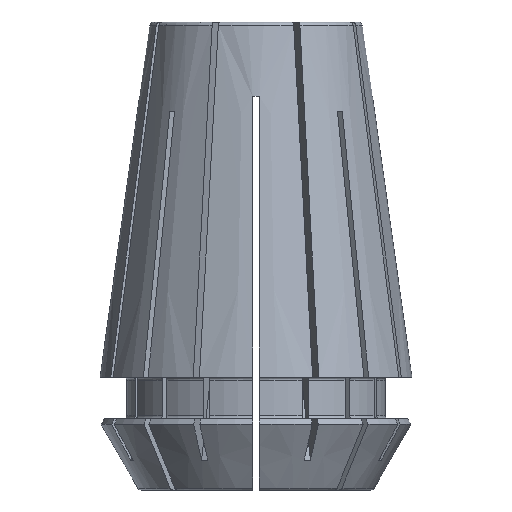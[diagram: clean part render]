
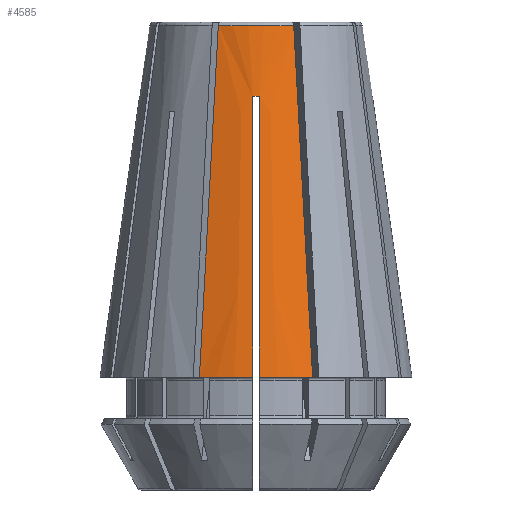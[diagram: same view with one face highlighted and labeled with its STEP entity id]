
A CAD part, left-side view. The second image highlights one B-rep face of the part: STEP entity #4585.
In plain terms, the highlighted conical face has half-angle 8 degrees and reference radius 10.5 mm.
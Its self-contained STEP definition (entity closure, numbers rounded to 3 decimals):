
#125=CONICAL_SURFACE('',#4952,10.5,0.14);
#300=B_SPLINE_CURVE_WITH_KNOTS('',3,(#7537,#7538,#7539,#7540,#7541,#7542,
#7543,#7544,#7545,#7546),.UNSPECIFIED.,.F.,.F.,(4,3,3,4),(0.012,
0.014,0.029,0.031),.UNSPECIFIED.);
#301=B_SPLINE_CURVE_WITH_KNOTS('',3,(#7550,#7551,#7552,#7553,#7554,#7555,
#7556,#7557,#7558,#7559),.UNSPECIFIED.,.F.,.F.,(4,3,3,4),(0.012,
0.014,0.029,0.031),.UNSPECIFIED.);
#302=B_SPLINE_CURVE_WITH_KNOTS('',3,(#7563,#7564,#7565,#7566,#7567,#7568,
#7569),.UNSPECIFIED.,.F.,.F.,(4,3,4),(0.,0.013,
0.024),.UNSPECIFIED.);
#303=B_SPLINE_CURVE_WITH_KNOTS('',3,(#7573,#7574,#7575,#7576,#7577,#7578,
#7579),.UNSPECIFIED.,.F.,.F.,(4,3,4),(0.,0.013,
0.024),.UNSPECIFIED.);
#1304=ORIENTED_EDGE('',*,*,#2757,.T.);
#1305=ORIENTED_EDGE('',*,*,#2763,.F.);
#1306=ORIENTED_EDGE('',*,*,#2764,.F.);
#1307=ORIENTED_EDGE('',*,*,#2765,.T.);
#1308=ORIENTED_EDGE('',*,*,#2766,.T.);
#1309=ORIENTED_EDGE('',*,*,#2767,.F.);
#1310=ORIENTED_EDGE('',*,*,#2768,.F.);
#1311=ORIENTED_EDGE('',*,*,#2769,.T.);
#2757=EDGE_CURVE('',#3469,#3468,#3814,.T.);
#2763=EDGE_CURVE('',#3474,#3468,#300,.T.);
#2764=EDGE_CURVE('',#3475,#3474,#3817,.T.);
#2765=EDGE_CURVE('',#3475,#3476,#301,.T.);
#2766=EDGE_CURVE('',#3476,#3477,#3818,.T.);
#2767=EDGE_CURVE('',#3478,#3477,#302,.T.);
#2768=EDGE_CURVE('',#3479,#3478,#3819,.T.);
#2769=EDGE_CURVE('',#3479,#3469,#303,.T.);
#3468=VERTEX_POINT('',#7523);
#3469=VERTEX_POINT('',#7525);
#3474=VERTEX_POINT('',#7547);
#3475=VERTEX_POINT('',#7549);
#3476=VERTEX_POINT('',#7560);
#3477=VERTEX_POINT('',#7562);
#3478=VERTEX_POINT('',#7570);
#3479=VERTEX_POINT('',#7572);
#3814=CIRCLE('',#4948,10.5);
#3817=CIRCLE('',#4953,7.844);
#3818=CIRCLE('',#4954,10.5);
#3819=CIRCLE('',#4955,7.177);
#4053=EDGE_LOOP('',(#1304,#1305,#1306,#1307,#1308,#1309,#1310,#1311));
#4299=FACE_BOUND('',#4053,.T.);
#4585=ADVANCED_FACE('',(#4299),#125,.T.);
#4948=AXIS2_PLACEMENT_3D('',#7524,#5747,#5748);
#4952=AXIS2_PLACEMENT_3D('',#7536,#5758,#5759);
#4953=AXIS2_PLACEMENT_3D('',#7548,#5760,#5761);
#4954=AXIS2_PLACEMENT_3D('',#7561,#5762,#5763);
#4955=AXIS2_PLACEMENT_3D('',#7571,#5764,#5765);
#5747=DIRECTION('',(0.,0.,1.));
#5748=DIRECTION('',(1.,0.,0.));
#5758=DIRECTION('',(0.,0.,-1.));
#5759=DIRECTION('',(-1.,0.,0.));
#5760=DIRECTION('',(0.,0.,-1.));
#5761=DIRECTION('',(-1.,0.,0.));
#5762=DIRECTION('',(0.,0.,1.));
#5763=DIRECTION('',(1.,0.,0.));
#5764=DIRECTION('',(0.,0.,1.));
#5765=DIRECTION('',(1.,0.,0.));
#7523=CARTESIAN_POINT('',(-10.498,0.225,7.6));
#7524=CARTESIAN_POINT('',(0.,0.,7.6));
#7525=CARTESIAN_POINT('',(-9.785,3.809,7.6));
#7536=CARTESIAN_POINT('',(0.,0.,7.6));
#7537=CARTESIAN_POINT('',(-7.841,0.225,26.5));
#7538=CARTESIAN_POINT('',(-7.954,0.225,25.693));
#7539=CARTESIAN_POINT('',(-8.068,0.225,24.885));
#7540=CARTESIAN_POINT('',(-8.181,0.225,24.078));
#7541=CARTESIAN_POINT('',(-8.848,0.225,19.335));
#7542=CARTESIAN_POINT('',(-9.515,0.225,14.592));
#7543=CARTESIAN_POINT('',(-10.181,0.225,9.849));
#7544=CARTESIAN_POINT('',(-10.287,0.225,9.099));
#7545=CARTESIAN_POINT('',(-10.392,0.225,8.35));
#7546=CARTESIAN_POINT('',(-10.498,0.225,7.6));
#7547=CARTESIAN_POINT('',(-7.841,0.225,26.5));
#7548=CARTESIAN_POINT('',(0.,0.,26.5));
#7549=CARTESIAN_POINT('',(-7.841,-0.225,26.5));
#7550=CARTESIAN_POINT('',(-7.841,-0.225,26.5));
#7551=CARTESIAN_POINT('',(-7.954,-0.225,25.693));
#7552=CARTESIAN_POINT('',(-8.068,-0.225,24.885));
#7553=CARTESIAN_POINT('',(-8.181,-0.225,24.078));
#7554=CARTESIAN_POINT('',(-8.848,-0.225,19.335));
#7555=CARTESIAN_POINT('',(-9.515,-0.225,14.592));
#7556=CARTESIAN_POINT('',(-10.181,-0.225,9.849));
#7557=CARTESIAN_POINT('',(-10.287,-0.225,9.099));
#7558=CARTESIAN_POINT('',(-10.392,-0.225,8.35));
#7559=CARTESIAN_POINT('',(-10.498,-0.225,7.6));
#7560=CARTESIAN_POINT('',(-10.498,-0.225,7.6));
#7561=CARTESIAN_POINT('',(0.,0.,7.6));
#7562=CARTESIAN_POINT('',(-9.785,-3.809,7.6));
#7563=CARTESIAN_POINT('',(-6.714,-2.537,31.242));
#7564=CARTESIAN_POINT('',(-7.254,-2.761,27.082));
#7565=CARTESIAN_POINT('',(-7.794,-2.985,22.923));
#7566=CARTESIAN_POINT('',(-8.335,-3.209,18.764));
#7567=CARTESIAN_POINT('',(-8.818,-3.409,15.042));
#7568=CARTESIAN_POINT('',(-9.301,-3.609,11.321));
#7569=CARTESIAN_POINT('',(-9.785,-3.809,7.6));
#7570=CARTESIAN_POINT('',(-6.714,-2.537,31.242));
#7571=CARTESIAN_POINT('',(0.,0.,31.242));
#7572=CARTESIAN_POINT('',(-6.714,2.537,31.242));
#7573=CARTESIAN_POINT('',(-6.714,2.537,31.242));
#7574=CARTESIAN_POINT('',(-7.254,2.761,27.082));
#7575=CARTESIAN_POINT('',(-7.794,2.985,22.923));
#7576=CARTESIAN_POINT('',(-8.335,3.209,18.764));
#7577=CARTESIAN_POINT('',(-8.818,3.409,15.042));
#7578=CARTESIAN_POINT('',(-9.301,3.609,11.321));
#7579=CARTESIAN_POINT('',(-9.785,3.809,7.6));
